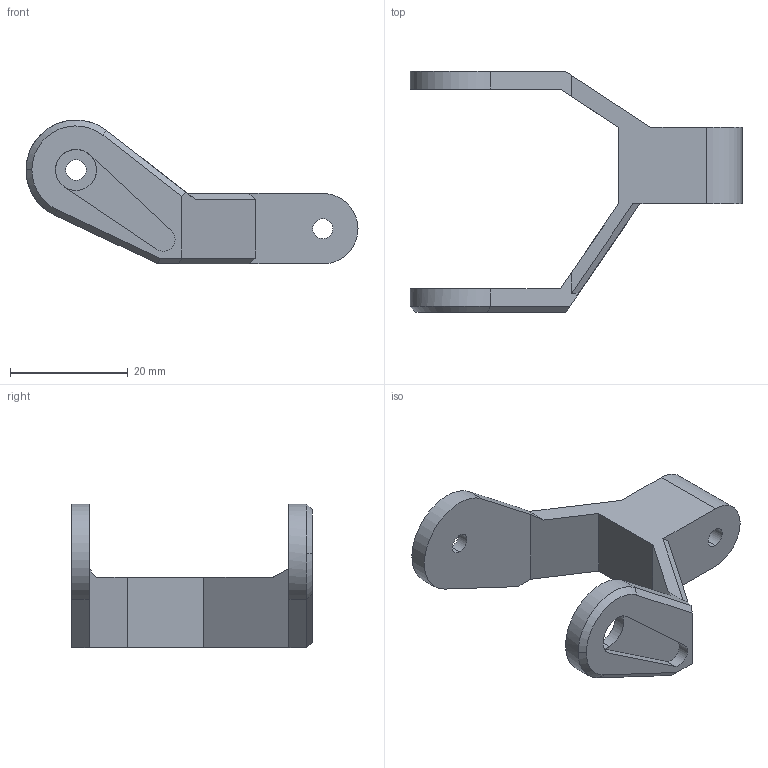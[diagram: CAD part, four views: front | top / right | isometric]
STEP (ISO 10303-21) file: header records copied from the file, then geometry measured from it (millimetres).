
FILE_DESCRIPTION (( 'STEP AP214' ), '1' );
FILE_NAME ('leftLegB.STEP', '2022-07-28T11:27:00', ( '' ), ( '' ), 'SwSTEP 2.0', 'SolidWorks 2020', '' );
FILE_SCHEMA (( 'AUTOMOTIVE_DESIGN' ));
Length unit declared in the file: millimetre
Products named in the file (1): leftLegB
Bounding box: 56.5 x 41 x 24.5 mm (x, y, z)
Volume: 6613.2 mm3; surface area: 4497.2 mm2
Topology: 1 solids, 1 shells, 40 faces, 107 edges, 70 vertices
Faces by surface type: plane 26, cylinder 12, cone 2
Entity records: 1294 total; most frequent: DIRECTION 218, CARTESIAN_POINT 218, ORIENTED_EDGE 214, EDGE_CURVE 107, VECTOR 78, LINE 78, VERTEX_POINT 70, AXIS2_PLACEMENT_3D 70
